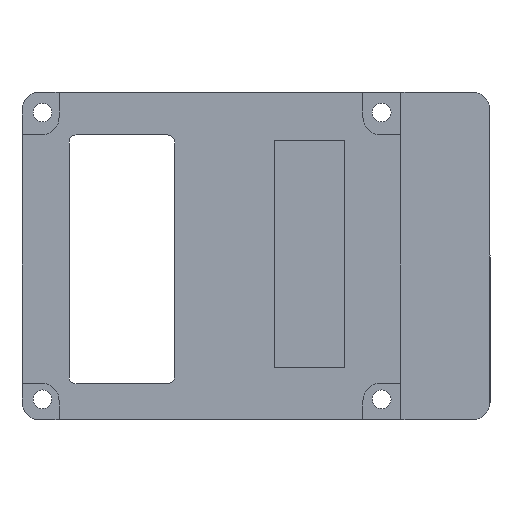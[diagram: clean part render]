
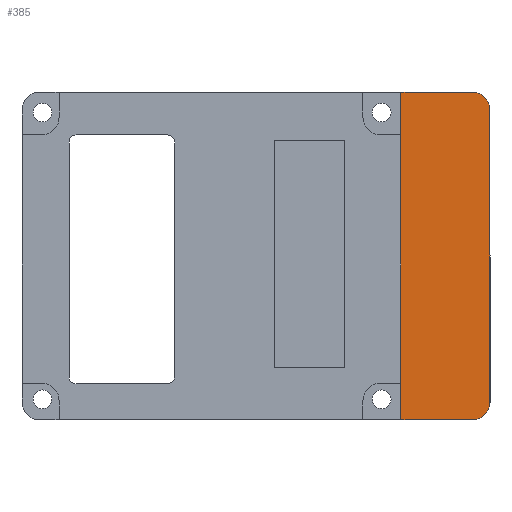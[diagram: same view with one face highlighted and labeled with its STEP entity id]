
A CAD part, front view. The second image highlights one B-rep face of the part: STEP entity #385.
In plain terms, the highlighted planar face has unit normal (0, -1, 0).
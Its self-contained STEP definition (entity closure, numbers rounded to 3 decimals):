
#1 = CARTESIAN_POINT ( 'NONE',  ( -15.227, -3., 31.592 ) ) ;
#23 = PLANE ( 'NONE',  #950 ) ;
#33 = DIRECTION ( 'NONE',  ( 0., 1., 0. ) ) ;
#64 = CARTESIAN_POINT ( 'NONE',  ( -15.227, -3., -24.39 ) ) ;
#79 = LINE ( 'NONE', #1489, #748 ) ;
#91 = VECTOR ( 'NONE', #1019, 1000. ) ;
#94 = ORIENTED_EDGE ( 'NONE', *, *, #1748, .T. ) ;
#128 = EDGE_LOOP ( 'NONE', ( #946, #885, #1021, #666, #692, #1139, #474, #94 ) ) ;
#135 = DIRECTION ( 'NONE',  ( 0., 0., 1. ) ) ;
#143 = LINE ( 'NONE', #1, #479 ) ;
#163 = DIRECTION ( 'NONE',  ( 0., -1., 0. ) ) ;
#168 = CARTESIAN_POINT ( 'NONE',  ( -0.009, -3., -21.39 ) ) ;
#177 = LINE ( 'NONE', #1297, #1076 ) ;
#206 = VECTOR ( 'NONE', #540, 1000. ) ;
#283 = EDGE_CURVE ( 'NONE', #1658, #826, #1166, .T. ) ;
#309 = LINE ( 'NONE', #1610, #1496 ) ;
#325 = DIRECTION ( 'NONE',  ( 0., 0., 1. ) ) ;
#355 = EDGE_CURVE ( 'NONE', #1647, #1066, #177, .T. ) ;
#385 = ADVANCED_FACE ( 'NONE', ( #1596 ), #23, .F. ) ;
#403 = LINE ( 'NONE', #1835, #206 ) ;
#474 = ORIENTED_EDGE ( 'NONE', *, *, #283, .T. ) ;
#479 = VECTOR ( 'NONE', #1273, 1000. ) ;
#517 = EDGE_CURVE ( 'NONE', #1595, #1647, #143, .T. ) ;
#540 = DIRECTION ( 'NONE',  ( 0., 0., -1. ) ) ;
#628 = AXIS2_PLACEMENT_3D ( 'NONE', #778, #1373, #765 ) ;
#649 = VERTEX_POINT ( 'NONE', #887 ) ;
#666 = ORIENTED_EDGE ( 'NONE', *, *, #355, .T. ) ;
#692 = ORIENTED_EDGE ( 'NONE', *, *, #1547, .T. ) ;
#699 = CARTESIAN_POINT ( 'NONE',  ( -15.227, -3., 24.322 ) ) ;
#742 = CARTESIAN_POINT ( 'NONE',  ( -3.009, -3., -24.39 ) ) ;
#748 = VECTOR ( 'NONE', #1772, 1000. ) ;
#765 = DIRECTION ( 'NONE',  ( 0., 0., 1. ) ) ;
#771 = AXIS2_PLACEMENT_3D ( 'NONE', #1872, #163, #135 ) ;
#778 = CARTESIAN_POINT ( 'NONE',  ( -3.009, -3., -21.39 ) ) ;
#826 = VERTEX_POINT ( 'NONE', #1670 ) ;
#885 = ORIENTED_EDGE ( 'NONE', *, *, #1558, .T. ) ;
#887 = CARTESIAN_POINT ( 'NONE',  ( -15.227, -3., 31.592 ) ) ;
#946 = ORIENTED_EDGE ( 'NONE', *, *, #947, .T. ) ;
#947 = EDGE_CURVE ( 'NONE', #649, #1308, #403, .T. ) ;
#950 = AXIS2_PLACEMENT_3D ( 'NONE', #1326, #33, #1137 ) ;
#1019 = DIRECTION ( 'NONE',  ( -1., 0., 0. ) ) ;
#1021 = ORIENTED_EDGE ( 'NONE', *, *, #517, .T. ) ;
#1025 = VERTEX_POINT ( 'NONE', #168 ) ;
#1066 = VERTEX_POINT ( 'NONE', #742 ) ;
#1076 = VECTOR ( 'NONE', #1156, 1000. ) ;
#1079 = CARTESIAN_POINT ( 'NONE',  ( -0.009, -3., 28.592 ) ) ;
#1132 = EDGE_CURVE ( 'NONE', #1025, #1658, #309, .T. ) ;
#1137 = DIRECTION ( 'NONE',  ( 0., 0., 1. ) ) ;
#1139 = ORIENTED_EDGE ( 'NONE', *, *, #1132, .T. ) ;
#1156 = DIRECTION ( 'NONE',  ( 1., 0., 0. ) ) ;
#1166 = CIRCLE ( 'NONE', #771, 3. ) ;
#1273 = DIRECTION ( 'NONE',  ( 0., 0., -1. ) ) ;
#1297 = CARTESIAN_POINT ( 'NONE',  ( -15.227, -3., -24.39 ) ) ;
#1308 = VERTEX_POINT ( 'NONE', #699 ) ;
#1312 = LINE ( 'NONE', #1737, #91 ) ;
#1326 = CARTESIAN_POINT ( 'NONE',  ( -3.009, -3., -21.39 ) ) ;
#1373 = DIRECTION ( 'NONE',  ( 0., -1., 0. ) ) ;
#1483 = CARTESIAN_POINT ( 'NONE',  ( -15.227, -3., -18.142 ) ) ;
#1489 = CARTESIAN_POINT ( 'NONE',  ( -15.227, -3., 31.592 ) ) ;
#1496 = VECTOR ( 'NONE', #325, 1000. ) ;
#1528 = CIRCLE ( 'NONE', #628, 3. ) ;
#1547 = EDGE_CURVE ( 'NONE', #1066, #1025, #1528, .T. ) ;
#1558 = EDGE_CURVE ( 'NONE', #1308, #1595, #79, .T. ) ;
#1595 = VERTEX_POINT ( 'NONE', #1483 ) ;
#1596 = FACE_OUTER_BOUND ( 'NONE', #128, .T. ) ;
#1610 = CARTESIAN_POINT ( 'NONE',  ( -0.009, -3., 28.592 ) ) ;
#1647 = VERTEX_POINT ( 'NONE', #64 ) ;
#1658 = VERTEX_POINT ( 'NONE', #1079 ) ;
#1670 = CARTESIAN_POINT ( 'NONE',  ( -3.009, -3., 31.592 ) ) ;
#1737 = CARTESIAN_POINT ( 'NONE',  ( -15.227, -3., 31.592 ) ) ;
#1748 = EDGE_CURVE ( 'NONE', #826, #649, #1312, .T. ) ;
#1772 = DIRECTION ( 'NONE',  ( 0., 0., -1. ) ) ;
#1835 = CARTESIAN_POINT ( 'NONE',  ( -15.227, -3., 31.592 ) ) ;
#1872 = CARTESIAN_POINT ( 'NONE',  ( -3.009, -3., 28.592 ) ) ;
